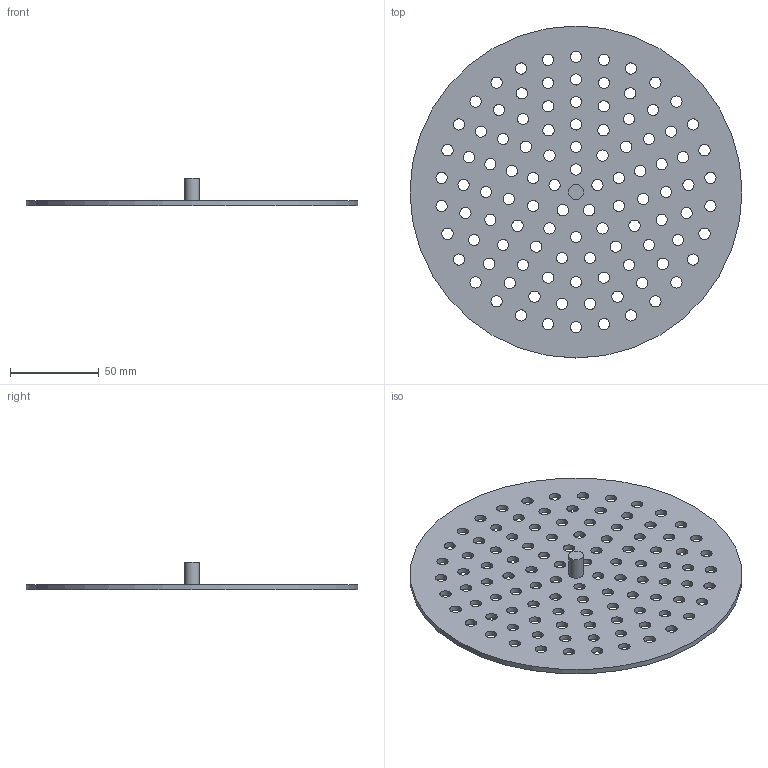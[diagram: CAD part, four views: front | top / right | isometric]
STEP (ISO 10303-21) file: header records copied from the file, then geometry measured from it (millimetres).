
FILE_DESCRIPTION(/* description */ (''),/* implementation_level */ '2;1');
FILE_NAME(/* name */ 'Filter Sock Cover - Shower 7in.step',/* time_stamp */ '2025-06-09T18:34:54-04:00',/* author */ (''),/* organization */ (''),/* preprocessor_version */ 'ST-DEVELOPER v20.1',/* originating_system */ 'Autodesk Translation Framework v14.10.0.0',/* authorisation */ '');
FILE_SCHEMA (('AUTOMOTIVE_DESIGN { 1 0 10303 214 3 1 1 }'));
Length unit declared in the file: inch
Products named in the file (1): (Unsaved)
Bounding box: 187.2 x 187.2 x 15.7 mm (x, y, z)
Volume: 73305.6 mm3; surface area: 56780.6 mm2
Topology: 1 solids, 1 shells, 110 faces, 321 edges, 214 vertices
Faces by surface type: cylinder 107, plane 3
Full cylindrical faces by diameter (mm): 6.35 x105, 8.455 x1, 187.198 x1
Entity records: 4234 total; most frequent: DIRECTION 757, CARTESIAN_POINT 646, ORIENTED_EDGE 642, AXIS2_PLACEMENT_3D 325, EDGE_LOOP 321, EDGE_CURVE 321, CIRCLE 214, VERTEX_POINT 214
